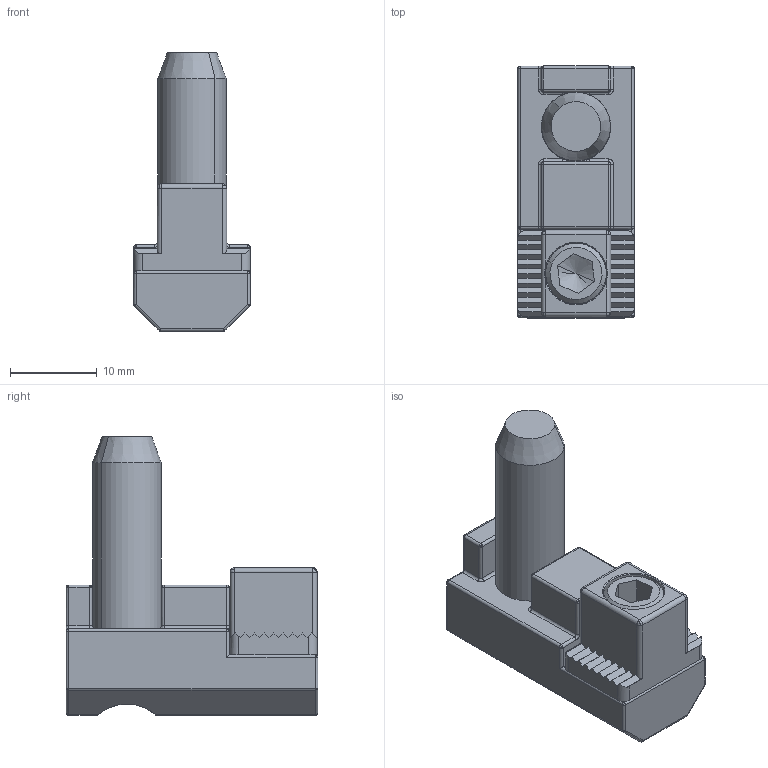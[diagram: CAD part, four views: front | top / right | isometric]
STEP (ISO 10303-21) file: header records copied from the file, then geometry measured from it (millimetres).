
FILE_DESCRIPTION (( 'STEP AP214' ), '1' );
FILE_NAME ('084.307.057.STEP', '2020-01-10T08:26:05', ( '' ), ( '' ), 'SwSTEP 2.0', 'SolidWorks 2018', '' );
FILE_SCHEMA (( 'AUTOMOTIVE_DESIGN' ));
Length unit declared in the file: millimetre
Products named in the file (5): Spannklotz; Grundkoeper; Verbindungsschraube; 084.307.057; Druckschraube M7
Assembly tree (4 placements, depth 2):
  084.307.057
    Grundkoeper
    Verbindungsschraube
    Druckschraube M7
    Spannklotz
Bounding box: 13.4 x 29 x 32.1 mm (x, y, z)
Volume: 5204.7 mm3; surface area: 4091.3 mm2
Topology: 4 solids, 4 shells, 247 faces, 679 edges, 383 vertices
Faces by surface type: plane 86, cylinder 81, bspline 62, cone 18
Entity records: 11230 total; most frequent: CARTESIAN_POINT 2606, ORIENTED_EDGE 1242, DIRECTION 1191, EDGE_CURVE 621, AXIS2_PLACEMENT_3D 444, VERTEX_POINT 383, VECTOR 303, LINE 303
